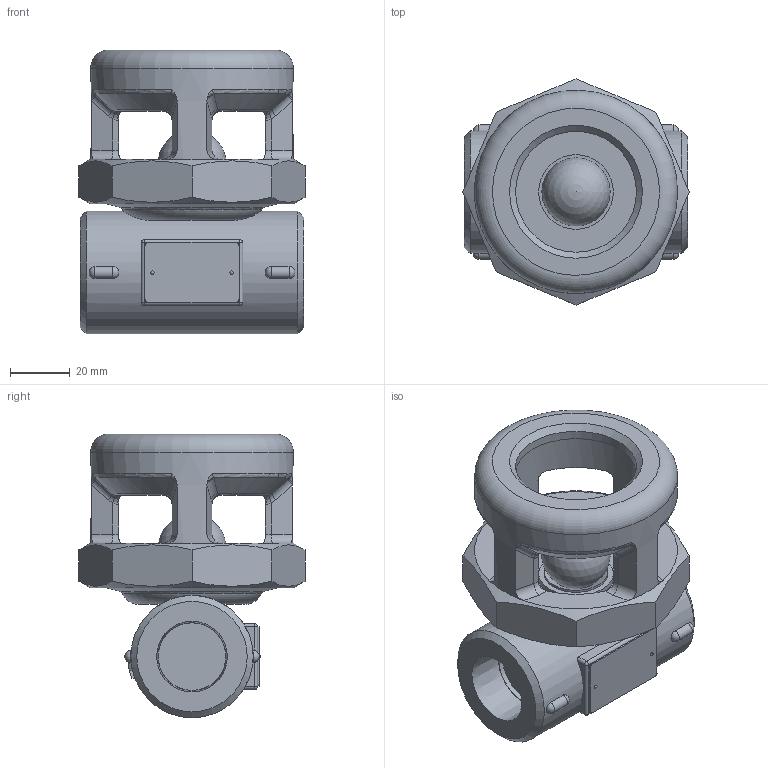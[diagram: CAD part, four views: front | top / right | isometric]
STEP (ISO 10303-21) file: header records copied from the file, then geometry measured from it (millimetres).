
FILE_DESCRIPTION((''),'2;1');
FILE_NAME('t5n00-020-screw-00.stp','2010-06-14T13:37:37',('nakaot'),(''),'Autodesk Inventor 2008','Autodesk Inventor 2008','');
FILE_SCHEMA(('AUTOMOTIVE_DESIGN { 1 0 10303 214 1 1 1 1 }'));
Length unit declared in the file: millimetre
Products named in the file (1): t5n00-020-screw-00
Bounding box: 75.77 x 75.77 x 95 mm (x, y, z)
Volume: 177862.1 mm3; surface area: 41866.7 mm2
Topology: 2 solids, 2 shells, 203 faces, 549 edges, 336 vertices
Faces by surface type: plane 62, bspline 54, cylinder 49, sphere 15, cone 13, torus 10
Full cylindrical faces by diameter (mm): 21.408 x1, 22.631 x1, 25 x1, 40.5 x1, 41 x1, 49.525 x1, 51 x1, 58.525 x1, 68 x1
Entity records: 9385 total; most frequent: CARTESIAN_POINT 5005, ORIENTED_EDGE 970, DIRECTION 758, EDGE_CURVE 485, VERTEX_POINT 324, AXIS2_PLACEMENT_3D 308, EDGE_LOOP 248, FACE_OUTER_BOUND 202
